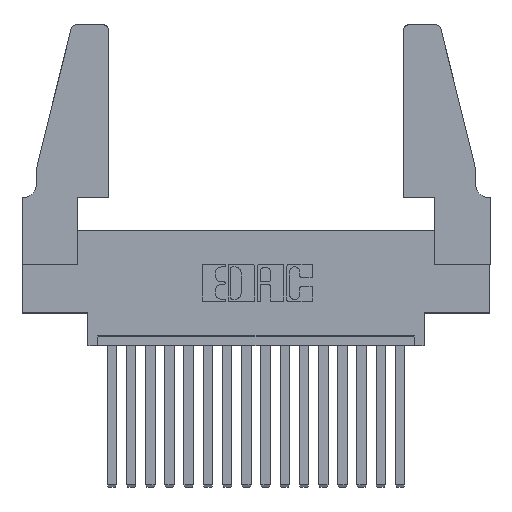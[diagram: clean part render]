
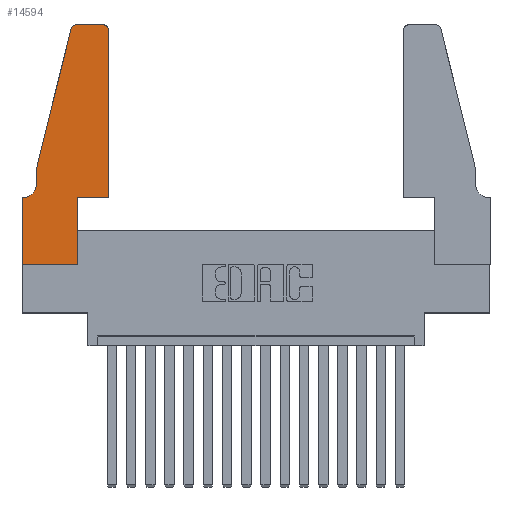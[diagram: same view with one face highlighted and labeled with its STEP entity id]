
A CAD part, top view. The second image highlights one B-rep face of the part: STEP entity #14594.
In plain terms, the highlighted planar face has unit normal (0, 0, 1).
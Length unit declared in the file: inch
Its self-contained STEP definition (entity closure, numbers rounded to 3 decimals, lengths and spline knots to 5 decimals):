
#89 = AXIS2_PLACEMENT_3D ( 'NONE', #4228, #9756, #2693 ) ;
#157 = ORIENTED_EDGE ( 'NONE', *, *, #11092, .T. ) ;
#697 = DIRECTION ( 'NONE',  ( 0., 0., 1. ) ) ;
#712 = LINE ( 'NONE', #6974, #7118 ) ;
#754 = CARTESIAN_POINT ( 'NONE',  ( 0.284, 1.22, 0.37 ) ) ;
#1153 = CARTESIAN_POINT ( 'NONE',  ( 0.4205, 1.25, 0.37 ) ) ;
#1336 = ORIENTED_EDGE ( 'NONE', *, *, #4037, .T. ) ;
#1370 = VECTOR ( 'NONE', #10200, 39.37008 ) ;
#1728 = ORIENTED_EDGE ( 'NONE', *, *, #15922, .T. ) ;
#1729 = EDGE_CURVE ( 'NONE', #16684, #5428, #17442, .T. ) ;
#2506 = ORIENTED_EDGE ( 'NONE', *, *, #1729, .T. ) ;
#2580 = EDGE_CURVE ( 'NONE', #10800, #16684, #14616, .T. ) ;
#2645 = CIRCLE ( 'NONE', #13081, 0.03 ) ;
#2693 = DIRECTION ( 'NONE',  ( 1., 0., 0. ) ) ;
#2915 = VERTEX_POINT ( 'NONE', #16288 ) ;
#3270 = PLANE ( 'NONE',  #89 ) ;
#3417 = CARTESIAN_POINT ( 'NONE',  ( 0.284, 1.25, 0.37 ) ) ;
#3463 = VERTEX_POINT ( 'NONE', #1153 ) ;
#3533 = CIRCLE ( 'NONE', #5247, 0.07 ) ;
#3567 = CARTESIAN_POINT ( 'NONE',  ( 0.0755, 0.5, 0.37 ) ) ;
#3588 = FACE_OUTER_BOUND ( 'NONE', #10481, .T. ) ;
#3731 = VECTOR ( 'NONE', #5065, 39.37008 ) ;
#3786 = ORIENTED_EDGE ( 'NONE', *, *, #10065, .T. ) ;
#4037 = EDGE_CURVE ( 'NONE', #4430, #16149, #4444, .T. ) ;
#4228 = CARTESIAN_POINT ( 'NONE',  ( 0., 0.35, 0.37 ) ) ;
#4296 = CARTESIAN_POINT ( 'NONE',  ( 0., 0., 0.37 ) ) ;
#4389 = ORIENTED_EDGE ( 'NONE', *, *, #2580, .T. ) ;
#4409 = DIRECTION ( 'NONE',  ( 0., 1., 0. ) ) ;
#4430 = VERTEX_POINT ( 'NONE', #4615 ) ;
#4444 = LINE ( 'NONE', #17025, #15938 ) ;
#4446 = AXIS2_PLACEMENT_3D ( 'NONE', #754, #697, #8841 ) ;
#4615 = CARTESIAN_POINT ( 'NONE',  ( 0.2865, 0.35, 0.37 ) ) ;
#4845 = DIRECTION ( 'NONE',  ( 0., 1., 0. ) ) ;
#5060 = CARTESIAN_POINT ( 'NONE',  ( 0.2865, 0., 0.37 ) ) ;
#5065 = DIRECTION ( 'NONE',  ( -1., 0., 0. ) ) ;
#5172 = DIRECTION ( 'NONE',  ( -1., 0., 0. ) ) ;
#5247 = AXIS2_PLACEMENT_3D ( 'NONE', #14717, #6382, #5172 ) ;
#5428 = VERTEX_POINT ( 'NONE', #3567 ) ;
#5546 = VERTEX_POINT ( 'NONE', #10780 ) ;
#5757 = EDGE_CURVE ( 'NONE', #13017, #3463, #2645, .T. ) ;
#6265 = VECTOR ( 'NONE', #10137, 39.37008 ) ;
#6307 = ORIENTED_EDGE ( 'NONE', *, *, #13318, .T. ) ;
#6382 = DIRECTION ( 'NONE',  ( 0., 0., -1. ) ) ;
#6974 = CARTESIAN_POINT ( 'NONE',  ( 0.0755, 0.5, 0.37 ) ) ;
#7024 = DIRECTION ( 'NONE',  ( 0., -1., 0. ) ) ;
#7118 = VECTOR ( 'NONE', #16455, 39.37008 ) ;
#7270 = DIRECTION ( 'NONE',  ( 1., 0., 0. ) ) ;
#7679 = CARTESIAN_POINT ( 'NONE',  ( 0.4205, 1.22, 0.37 ) ) ;
#7910 = CARTESIAN_POINT ( 'NONE',  ( 0.0755, 0.5, 0.37 ) ) ;
#8540 = VECTOR ( 'NONE', #7024, 39.37008 ) ;
#8838 = LINE ( 'NONE', #11567, #6265 ) ;
#8841 = DIRECTION ( 'NONE',  ( 1., 0., 0. ) ) ;
#9010 = LINE ( 'NONE', #16926, #1370 ) ;
#9115 = CARTESIAN_POINT ( 'NONE',  ( 0.0755, 0.42, 0.37 ) ) ;
#9317 = VECTOR ( 'NONE', #17454, 39.37008 ) ;
#9485 = CARTESIAN_POINT ( 'NONE',  ( 0., 0., 0.37 ) ) ;
#9703 = VERTEX_POINT ( 'NONE', #9115 ) ;
#9756 = DIRECTION ( 'NONE',  ( 0., 0., 1. ) ) ;
#9776 = VERTEX_POINT ( 'NONE', #5060 ) ;
#10020 = EDGE_CURVE ( 'NONE', #5546, #2915, #14147, .T. ) ;
#10065 = EDGE_CURVE ( 'NONE', #9703, #5546, #3533, .T. ) ;
#10075 = ORIENTED_EDGE ( 'NONE', *, *, #15854, .T. ) ;
#10137 = DIRECTION ( 'NONE',  ( 1., 0., 0. ) ) ;
#10200 = DIRECTION ( 'NONE',  ( -1., 0., 0. ) ) ;
#10239 = LINE ( 'NONE', #14256, #14272 ) ;
#10481 = EDGE_LOOP ( 'NONE', ( #1728, #4389, #2506, #16995, #3786, #12332, #13786, #10075, #6307, #1336, #157, #14336 ) ) ;
#10780 = CARTESIAN_POINT ( 'NONE',  ( 0.0055, 0.35, 0.37 ) ) ;
#10800 = VERTEX_POINT ( 'NONE', #3417 ) ;
#11092 = EDGE_CURVE ( 'NONE', #16149, #13017, #13693, .T. ) ;
#11167 = CARTESIAN_POINT ( 'NONE',  ( 0.4505, 0.35, 0.37 ) ) ;
#11567 = CARTESIAN_POINT ( 'NONE',  ( 0., 0., 0.37 ) ) ;
#12196 = CARTESIAN_POINT ( 'NONE',  ( 0.4505, 0.35, 0.37 ) ) ;
#12332 = ORIENTED_EDGE ( 'NONE', *, *, #10020, .T. ) ;
#12434 = VERTEX_POINT ( 'NONE', #9485 ) ;
#12790 = LINE ( 'NONE', #4296, #8540 ) ;
#12945 = EDGE_CURVE ( 'NONE', #2915, #12434, #12790, .T. ) ;
#13017 = VERTEX_POINT ( 'NONE', #15543 ) ;
#13081 = AXIS2_PLACEMENT_3D ( 'NONE', #7679, #17152, #13088 ) ;
#13088 = DIRECTION ( 'NONE',  ( 1., 0., 0. ) ) ;
#13318 = EDGE_CURVE ( 'NONE', #9776, #4430, #10239, .T. ) ;
#13693 = LINE ( 'NONE', #11167, #16912 ) ;
#13786 = ORIENTED_EDGE ( 'NONE', *, *, #12945, .T. ) ;
#14147 = LINE ( 'NONE', #15929, #3731 ) ;
#14256 = CARTESIAN_POINT ( 'NONE',  ( 0.2865, 0.35, 0.37 ) ) ;
#14272 = VECTOR ( 'NONE', #4845, 39.37008 ) ;
#14336 = ORIENTED_EDGE ( 'NONE', *, *, #5757, .T. ) ;
#14594 = ADVANCED_FACE ( 'NONE', ( #3588 ), #3270, .T. ) ;
#14616 = CIRCLE ( 'NONE', #4446, 0.03 ) ;
#14717 = CARTESIAN_POINT ( 'NONE',  ( 0.0055, 0.42, 0.37 ) ) ;
#15543 = CARTESIAN_POINT ( 'NONE',  ( 0.4505, 1.22, 0.37 ) ) ;
#15854 = EDGE_CURVE ( 'NONE', #12434, #9776, #8838, .T. ) ;
#15922 = EDGE_CURVE ( 'NONE', #3463, #10800, #9010, .T. ) ;
#15929 = CARTESIAN_POINT ( 'NONE',  ( 0.0755, 0.35, 0.37 ) ) ;
#15938 = VECTOR ( 'NONE', #7270, 39.37008 ) ;
#16004 = CARTESIAN_POINT ( 'NONE',  ( 0.25487, 1.22718, 0.37 ) ) ;
#16149 = VERTEX_POINT ( 'NONE', #12196 ) ;
#16288 = CARTESIAN_POINT ( 'NONE',  ( 0., 0.35, 0.37 ) ) ;
#16455 = DIRECTION ( 'NONE',  ( 0., -1., 0. ) ) ;
#16684 = VERTEX_POINT ( 'NONE', #16004 ) ;
#16912 = VECTOR ( 'NONE', #4409, 39.37008 ) ;
#16926 = CARTESIAN_POINT ( 'NONE',  ( 0.2605, 1.25, 0.37 ) ) ;
#16995 = ORIENTED_EDGE ( 'NONE', *, *, #17589, .T. ) ;
#17025 = CARTESIAN_POINT ( 'NONE',  ( 0.4505, 0.35, 0.37 ) ) ;
#17152 = DIRECTION ( 'NONE',  ( 0., 0., 1. ) ) ;
#17442 = LINE ( 'NONE', #7910, #9317 ) ;
#17454 = DIRECTION ( 'NONE',  ( -0.239, -0.971, 0. ) ) ;
#17589 = EDGE_CURVE ( 'NONE', #5428, #9703, #712, .T. ) ;
